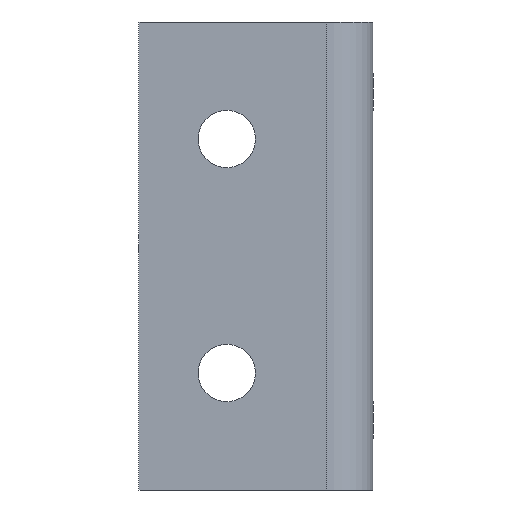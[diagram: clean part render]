
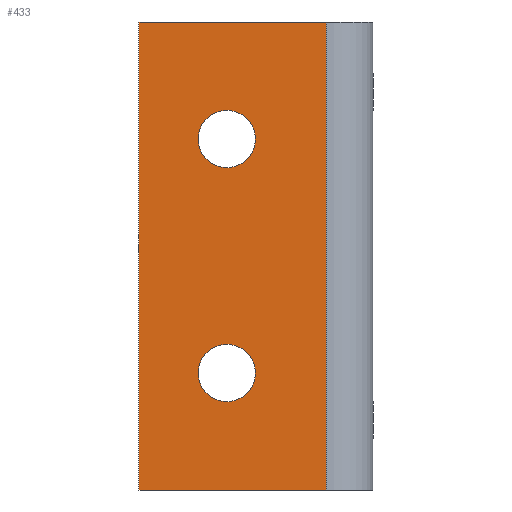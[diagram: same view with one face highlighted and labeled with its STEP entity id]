
A CAD part, front view. The second image highlights one B-rep face of the part: STEP entity #433.
In plain terms, the highlighted planar face has unit normal (0, -1, 0).
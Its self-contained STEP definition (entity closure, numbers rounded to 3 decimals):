
#19=FACE_BOUND('',#88,.T.);
#20=FACE_BOUND('',#89,.T.);
#35=PLANE('',#496);
#59=FACE_OUTER_BOUND('',#87,.T.);
#87=EDGE_LOOP('',(#385,#386,#387,#388));
#88=EDGE_LOOP('',(#389));
#89=EDGE_LOOP('',(#390));
#123=LINE('',#710,#165);
#129=LINE('',#728,#171);
#132=LINE('',#734,#174);
#133=LINE('',#735,#175);
#165=VECTOR('',#584,10.);
#171=VECTOR('',#608,10.);
#174=VECTOR('',#613,10.);
#175=VECTOR('',#614,10.);
#185=CIRCLE('',#472,2.45);
#187=CIRCLE('',#475,2.45);
#213=VERTEX_POINT('',#671);
#215=VERTEX_POINT('',#677);
#223=VERTEX_POINT('',#707);
#224=VERTEX_POINT('',#709);
#227=VERTEX_POINT('',#727);
#229=VERTEX_POINT('',#733);
#253=EDGE_CURVE('',#213,#213,#185,.T.);
#256=EDGE_CURVE('',#215,#215,#187,.T.);
#272=EDGE_CURVE('',#224,#223,#123,.T.);
#281=EDGE_CURVE('',#224,#227,#129,.T.);
#284=EDGE_CURVE('',#229,#223,#132,.T.);
#285=EDGE_CURVE('',#227,#229,#133,.T.);
#385=ORIENTED_EDGE('',*,*,#272,.T.);
#386=ORIENTED_EDGE('',*,*,#284,.F.);
#387=ORIENTED_EDGE('',*,*,#285,.F.);
#388=ORIENTED_EDGE('',*,*,#281,.F.);
#389=ORIENTED_EDGE('',*,*,#253,.T.);
#390=ORIENTED_EDGE('',*,*,#256,.T.);
#433=ADVANCED_FACE('',(#59,#19,#20),#35,.F.);
#472=AXIS2_PLACEMENT_3D('',#672,#542,#543);
#475=AXIS2_PLACEMENT_3D('',#678,#549,#550);
#496=AXIS2_PLACEMENT_3D('',#732,#611,#612);
#542=DIRECTION('center_axis',(0.,1.,0.));
#543=DIRECTION('ref_axis',(-1.,0.,0.));
#549=DIRECTION('center_axis',(0.,1.,0.));
#550=DIRECTION('ref_axis',(-1.,0.,0.));
#584=DIRECTION('',(0.,0.,1.));
#608=DIRECTION('',(-1.,0.,0.));
#611=DIRECTION('center_axis',(0.,1.,0.));
#612=DIRECTION('ref_axis',(0.,0.,1.));
#613=DIRECTION('',(1.,0.,0.));
#614=DIRECTION('',(0.,0.,1.));
#671=CARTESIAN_POINT('',(9.95,0.,-10.));
#672=CARTESIAN_POINT('Origin',(7.5,0.,-10.));
#677=CARTESIAN_POINT('',(9.95,0.,-30.));
#678=CARTESIAN_POINT('Origin',(7.5,0.,-30.));
#707=CARTESIAN_POINT('',(16.,0.,0.));
#709=CARTESIAN_POINT('',(16.,0.,-40.));
#710=CARTESIAN_POINT('',(16.,0.,-30.));
#727=CARTESIAN_POINT('',(0.,0.,-40.));
#728=CARTESIAN_POINT('',(20.,0.,-40.));
#732=CARTESIAN_POINT('Origin',(10.,0.,-20.));
#733=CARTESIAN_POINT('',(0.,0.,0.));
#734=CARTESIAN_POINT('',(0.,0.,0.));
#735=CARTESIAN_POINT('',(0.,0.,-40.));
